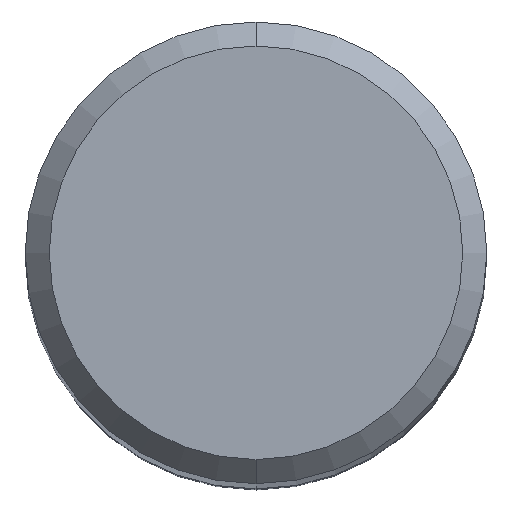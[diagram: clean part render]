
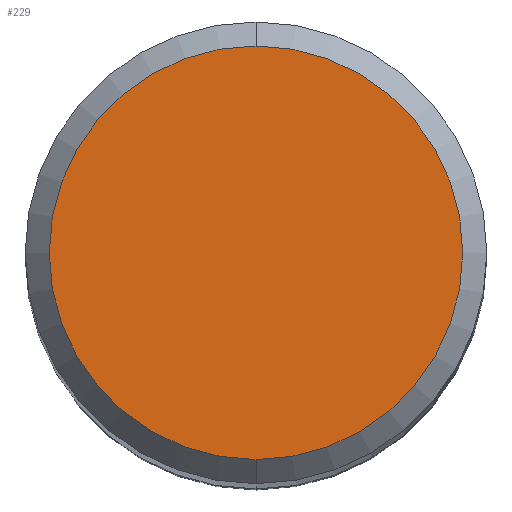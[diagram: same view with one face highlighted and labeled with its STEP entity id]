
A CAD part, top view. The second image highlights one B-rep face of the part: STEP entity #229.
In plain terms, the highlighted planar face has unit normal (0, 0, 1).
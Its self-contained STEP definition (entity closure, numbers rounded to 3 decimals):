
#191=VERTEX_POINT('',#426);
#199=EDGE_CURVE('',#255,#191,#434,.T.);
#229=ADVANCED_FACE('',(#469),#470,.T.);
#255=VERTEX_POINT('',#498);
#263=EDGE_CURVE('',#191,#255,#506,.T.);
#426=CARTESIAN_POINT('',(0.,-4.3,0.0));
#434=CIRCLE('',#707,4.3);
#469=FACE_OUTER_BOUND('',#751,.T.);
#470=PLANE('',#752);
#498=CARTESIAN_POINT('',(0.0,4.3,0.0));
#506=CIRCLE('',#805,4.3);
#707=AXIS2_PLACEMENT_3D('',#986,#987,#988);
#751=EDGE_LOOP('',(#1052,#1053));
#752=AXIS2_PLACEMENT_3D('',#1054,#1055,#1056);
#805=AXIS2_PLACEMENT_3D('',#1096,#1097,#1098);
#986=CARTESIAN_POINT('',(0.0,0.0,0.0));
#987=DIRECTION('',(0.0,0.0,-1.0));
#988=DIRECTION('',(0.0,1.0,0.0));
#1052=ORIENTED_EDGE('',*,*,#199,.F.);
#1053=ORIENTED_EDGE('',*,*,#263,.F.);
#1054=CARTESIAN_POINT('',(0.0,2.15,0.0));
#1055=DIRECTION('',(-0.0,0.0,1.0));
#1056=DIRECTION('',(0.0,-1.0,0.0));
#1096=CARTESIAN_POINT('',(0.0,0.0,0.0));
#1097=DIRECTION('',(0.0,0.0,-1.0));
#1098=DIRECTION('',(0.0,1.0,0.0));
